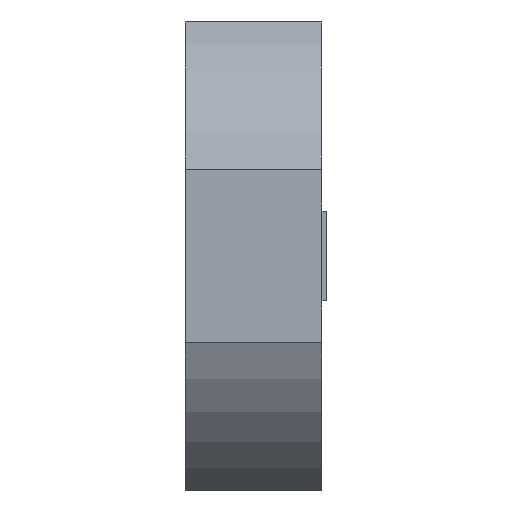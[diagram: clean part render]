
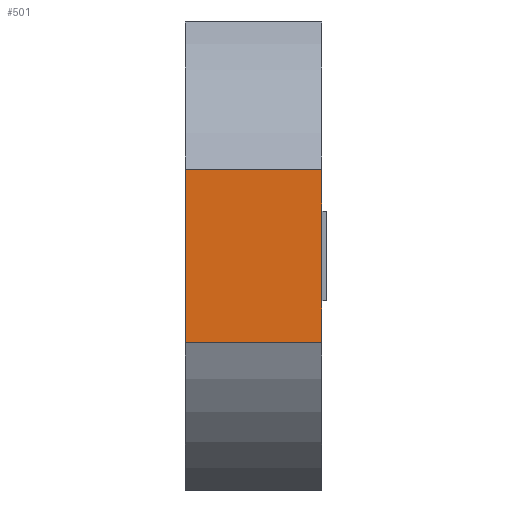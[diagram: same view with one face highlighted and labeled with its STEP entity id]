
A CAD part, left-side view. The second image highlights one B-rep face of the part: STEP entity #501.
In plain terms, the highlighted planar face has unit normal (-1, 0, 0).
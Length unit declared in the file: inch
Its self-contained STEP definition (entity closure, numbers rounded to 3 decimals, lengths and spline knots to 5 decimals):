
#2 = DIRECTION ( 'NONE',  ( 0., 0., 1. ) ) ;
#76 = PLANE ( 'NONE',  #668 ) ;
#166 = DIRECTION ( 'NONE',  ( 0., 0., -1. ) ) ;
#183 = EDGE_CURVE ( 'NONE', #819, #456, #779, .T. ) ;
#205 = LINE ( 'NONE', #1112, #1135 ) ;
#209 = DIRECTION ( 'NONE',  ( 0., 0., 1. ) ) ;
#214 = DIRECTION ( 'NONE',  ( 0., -1., 0. ) ) ;
#232 = LINE ( 'NONE', #648, #414 ) ;
#279 = VERTEX_POINT ( 'NONE', #936 ) ;
#282 = DIRECTION ( 'NONE',  ( 0., -1., 0. ) ) ;
#294 = EDGE_CURVE ( 'NONE', #279, #819, #205, .T. ) ;
#295 = VECTOR ( 'NONE', #214, 39.37008 ) ;
#297 = CARTESIAN_POINT ( 'NONE',  ( -0.73268, 0., 0.175 ) ) ;
#308 = EDGE_CURVE ( 'NONE', #1140, #994, #232, .T. ) ;
#313 = VECTOR ( 'NONE', #282, 39.37008 ) ;
#328 = CARTESIAN_POINT ( 'NONE',  ( -0.73268, 0.27559, 0.175 ) ) ;
#363 = LINE ( 'NONE', #444, #777 ) ;
#370 = VERTEX_POINT ( 'NONE', #652 ) ;
#384 = ORIENTED_EDGE ( 'NONE', *, *, #630, .T. ) ;
#414 = VECTOR ( 'NONE', #209, 39.37008 ) ;
#444 = CARTESIAN_POINT ( 'NONE',  ( -0.73268, 0., 0.175 ) ) ;
#456 = VERTEX_POINT ( 'NONE', #1082 ) ;
#473 = CARTESIAN_POINT ( 'NONE',  ( -0.73268, 0.27559, -0.175 ) ) ;
#480 = ORIENTED_EDGE ( 'NONE', *, *, #884, .T. ) ;
#501 = ADVANCED_FACE ( 'NONE', ( #949 ), #76, .F. ) ;
#519 = CARTESIAN_POINT ( 'NONE',  ( -0.73268, 0., -0.09055 ) ) ;
#563 = CARTESIAN_POINT ( 'NONE',  ( -0.73268, 0.27559, 0.175 ) ) ;
#590 = ORIENTED_EDGE ( 'NONE', *, *, #874, .T. ) ;
#598 = LINE ( 'NONE', #473, #295 ) ;
#608 = CARTESIAN_POINT ( 'NONE',  ( -0.73268, 0., 0.09055 ) ) ;
#630 = EDGE_CURVE ( 'NONE', #370, #1140, #363, .T. ) ;
#646 = DIRECTION ( 'NONE',  ( 0., 0., 1. ) ) ;
#648 = CARTESIAN_POINT ( 'NONE',  ( -0.73268, 0., 0.175 ) ) ;
#652 = CARTESIAN_POINT ( 'NONE',  ( -0.73268, 0., -0.175 ) ) ;
#668 = AXIS2_PLACEMENT_3D ( 'NONE', #1128, #953, #166 ) ;
#706 = ORIENTED_EDGE ( 'NONE', *, *, #308, .T. ) ;
#764 = LINE ( 'NONE', #297, #972 ) ;
#777 = VECTOR ( 'NONE', #2, 39.37008 ) ;
#779 = LINE ( 'NONE', #328, #313 ) ;
#819 = VERTEX_POINT ( 'NONE', #563 ) ;
#874 = EDGE_CURVE ( 'NONE', #279, #370, #598, .T. ) ;
#884 = EDGE_CURVE ( 'NONE', #994, #456, #764, .T. ) ;
#936 = CARTESIAN_POINT ( 'NONE',  ( -0.73268, 0.27559, -0.175 ) ) ;
#949 = FACE_OUTER_BOUND ( 'NONE', #1011, .T. ) ;
#953 = DIRECTION ( 'NONE',  ( 1., 0., 0. ) ) ;
#963 = ORIENTED_EDGE ( 'NONE', *, *, #183, .F. ) ;
#972 = VECTOR ( 'NONE', #1006, 39.37008 ) ;
#994 = VERTEX_POINT ( 'NONE', #608 ) ;
#1006 = DIRECTION ( 'NONE',  ( 0., 0., 1. ) ) ;
#1011 = EDGE_LOOP ( 'NONE', ( #384, #706, #480, #963, #1070, #590 ) ) ;
#1070 = ORIENTED_EDGE ( 'NONE', *, *, #294, .F. ) ;
#1082 = CARTESIAN_POINT ( 'NONE',  ( -0.73268, 0., 0.175 ) ) ;
#1112 = CARTESIAN_POINT ( 'NONE',  ( -0.73268, 0.27559, 0.175 ) ) ;
#1128 = CARTESIAN_POINT ( 'NONE',  ( -0.73268, 0.27559, 0.175 ) ) ;
#1135 = VECTOR ( 'NONE', #646, 39.37008 ) ;
#1140 = VERTEX_POINT ( 'NONE', #519 ) ;
